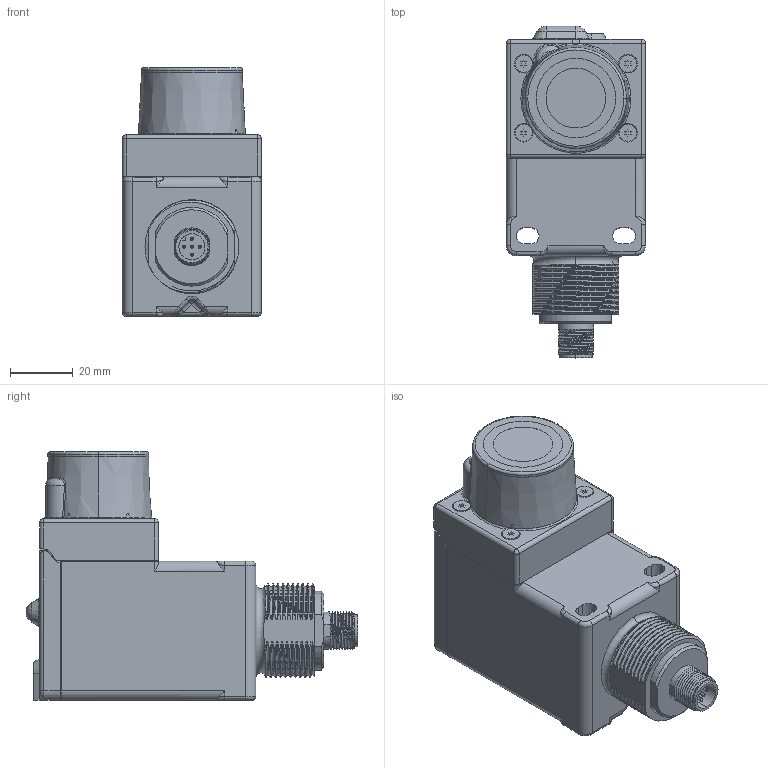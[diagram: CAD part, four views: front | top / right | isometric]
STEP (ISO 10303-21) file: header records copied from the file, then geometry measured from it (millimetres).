
FILE_DESCRIPTION((''),'2;1');
FILE_NAME('156716_ASM','2015-11-16T',('pdmadmin'),(''),'PRO/ENGINEER BY PARAMETRIC TECHNOLOGY CORPORATION, 2013230','PRO/ENGINEER BY PARAMETRIC TECHNOLOGY CORPORATION, 2013230','');
FILE_SCHEMA(('CONFIG_CONTROL_DESIGN'));
Products named in the file (13): 128327; 34619; 14840; 35813; 126238_ASM; 44150; 59544; TRANSDUCER_LONGRANGE; 59543_ASM; 48355; 107054; 41089_NO_ORING; 156716_ASM
Assembly tree (15 placements, depth 3):
  156716_ASM
    128327
    126238_ASM
      34619
      14840
      35813
    59543_ASM
      44150
      59544
      TRANSDUCER_LONGRANGE
    48355  x4
    107054
    41089_NO_ORING
Bounding box: 44.53 x 106.03 x 79.43 mm (x, y, z)
Volume: 87523.4 mm3; surface area: 60846.6 mm2
Topology: 13 solids, 13 shells, 1319 faces, 3310 edges, 2036 vertices
Faces by surface type: cylinder 470, plane 452, bspline 196, cone 80, torus 78, sphere 43
Entity records: 60386 total; most frequent: CARTESIAN_POINT 31183, ORIENTED_EDGE 6276, DIRECTION 5713, EDGE_CURVE 3138, AXIS2_PLACEMENT_3D 2081, VERTEX_POINT 1940, VECTOR 1551, LINE 1551
